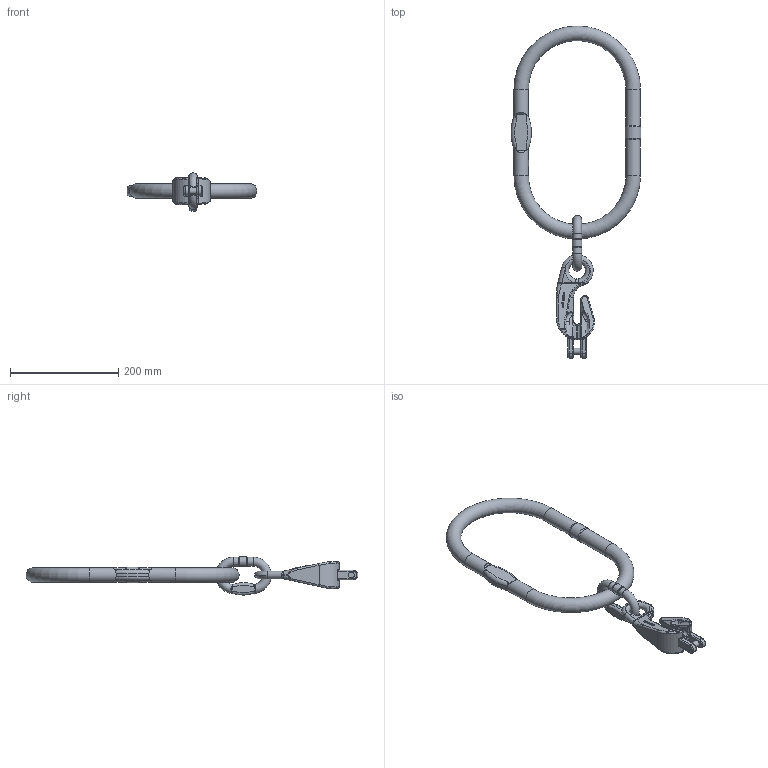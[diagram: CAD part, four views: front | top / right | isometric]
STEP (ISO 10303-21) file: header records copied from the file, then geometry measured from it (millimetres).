
FILE_DESCRIPTION(/* description */ (''),/* implementation_level */ '2;1');
FILE_NAME(/* name */ 'pewag_LXKW_1-10',/* time_stamp */ '2010-03-03T14:01:01+01:00',/* author */ (''),/* organization */ (''),/* preprocessor_version */ 'ST-DEVELOPER v9',/* originating_system */ 'UGS - NX 4.0',/* authorisation */ '');
FILE_SCHEMA (('AUTOMOTIVE_DESIGN { 1 0 10303 214 1 1 1 1 }'));
Length unit declared in the file: millimetre
Products named in the file (1): rit7E48oz34
Bounding box: 240.35 x 613.96 x 70.92 mm (x, y, z)
Volume: 786311 mm3; surface area: 128339.9 mm2
Topology: 4 solids, 4 shells, 521 faces, 1309 edges, 781 vertices
Faces by surface type: bspline 153, plane 137, cylinder 100, extrusion 70, torus 41, sphere 14, cone 6
Full cylindrical faces by diameter (mm): 11 x3, 16.5 x2, 17.738 x1, 27 x4, 29.025 x1
Entity records: 19537 total; most frequent: CARTESIAN_POINT 8604, ORIENTED_EDGE 2512, DIRECTION 1862, EDGE_CURVE 1256, VERTEX_POINT 769, AXIS2_PLACEMENT_3D 707, EDGE_LOOP 557, B_SPLINE_CURVE_WITH_KNOTS 534
